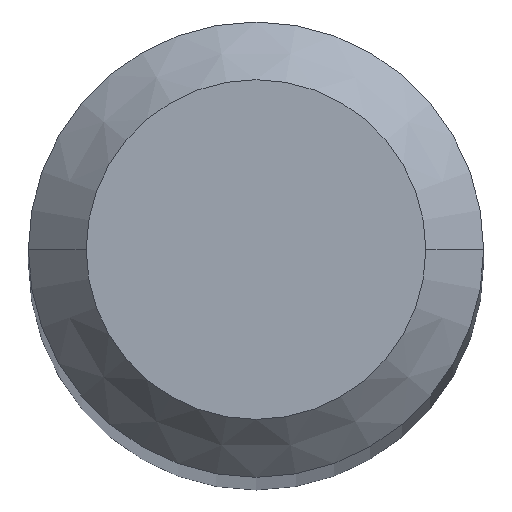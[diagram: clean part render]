
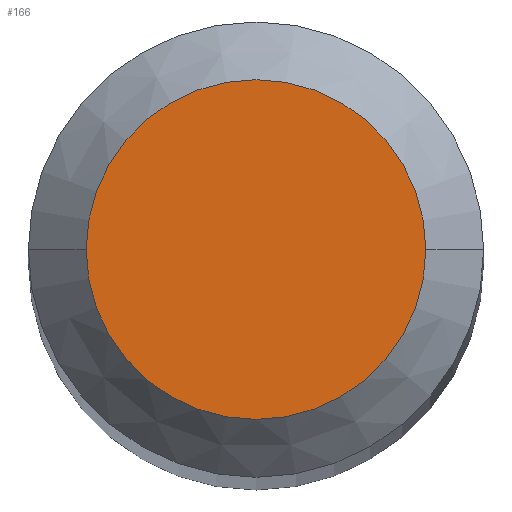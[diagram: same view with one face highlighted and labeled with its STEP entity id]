
A CAD part, top view. The second image highlights one B-rep face of the part: STEP entity #166.
In plain terms, the highlighted planar face has unit normal (0, 0, 1).
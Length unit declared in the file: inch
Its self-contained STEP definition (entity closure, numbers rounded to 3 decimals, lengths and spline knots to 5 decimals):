
#6 = CARTESIAN_POINT ( 'NONE',  ( 0., 0., 2.24409 ) ) ;
#50 = CARTESIAN_POINT ( 'NONE',  ( 0., 0., 2.24409 ) ) ;
#54 = EDGE_CURVE ( 'NONE', #77, #174, #199, .T. ) ;
#67 = ORIENTED_EDGE ( 'NONE', *, *, #68, .T. ) ;
#68 = EDGE_CURVE ( 'NONE', #174, #77, #277, .T. ) ;
#73 = AXIS2_PLACEMENT_3D ( 'NONE', #136, #139, #229 ) ;
#77 = VERTEX_POINT ( 'NONE', #211 ) ;
#85 = AXIS2_PLACEMENT_3D ( 'NONE', #6, #185, #257 ) ;
#129 = EDGE_LOOP ( 'NONE', ( #67, #267 ) ) ;
#136 = CARTESIAN_POINT ( 'NONE',  ( 0., 0., 2.24409 ) ) ;
#139 = DIRECTION ( 'NONE',  ( 0., 0., 1. ) ) ;
#158 = DIRECTION ( 'NONE',  ( 1., 0., 0. ) ) ;
#166 = ADVANCED_FACE ( 'NONE', ( #231 ), #258, .T. ) ;
#174 = VERTEX_POINT ( 'NONE', #282 ) ;
#178 = DIRECTION ( 'NONE',  ( 0., 0., 1. ) ) ;
#185 = DIRECTION ( 'NONE',  ( 0., 0., 1. ) ) ;
#199 = CIRCLE ( 'NONE', #273, 0.04405 ) ;
#211 = CARTESIAN_POINT ( 'NONE',  ( 0.04405, 0., 2.24409 ) ) ;
#229 = DIRECTION ( 'NONE',  ( 1., 0., 0. ) ) ;
#231 = FACE_OUTER_BOUND ( 'NONE', #129, .T. ) ;
#257 = DIRECTION ( 'NONE',  ( 1., 0., 0. ) ) ;
#258 = PLANE ( 'NONE',  #85 ) ;
#267 = ORIENTED_EDGE ( 'NONE', *, *, #54, .T. ) ;
#273 = AXIS2_PLACEMENT_3D ( 'NONE', #50, #178, #158 ) ;
#277 = CIRCLE ( 'NONE', #73, 0.04405 ) ;
#282 = CARTESIAN_POINT ( 'NONE',  ( -0.04405, 0., 2.24409 ) ) ;
